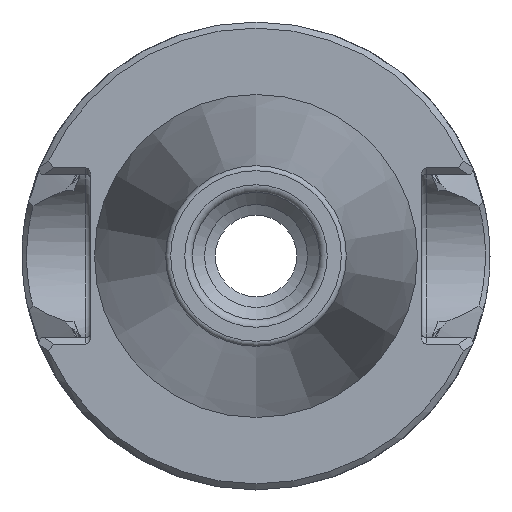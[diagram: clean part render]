
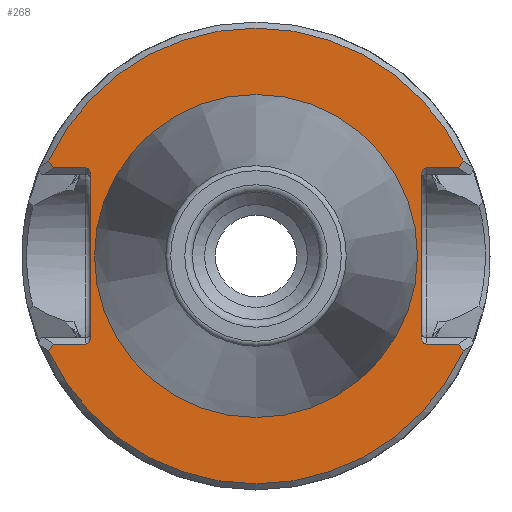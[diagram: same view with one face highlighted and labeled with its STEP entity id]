
A CAD part, left-side view. The second image highlights one B-rep face of the part: STEP entity #268.
In plain terms, the highlighted planar face has unit normal (-1, 0, 0).
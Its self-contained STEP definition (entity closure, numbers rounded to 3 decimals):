
#268 = ADVANCED_FACE( '', ( #604, #605 ), #606, .T. );
#604 = FACE_OUTER_BOUND( '', #1020, .T. );
#605 = FACE_BOUND( '', #1021, .T. );
#606 = PLANE( '', #1022 );
#1020 = EDGE_LOOP( '', ( #1691, #1692, #1693, #1694, #1695, #1696, #1697, #1698, #1699, #1700, #1701, #1702, #1703, #1704, #1705, #1706 ) );
#1021 = EDGE_LOOP( '', ( #1707 ) );
#1022 = AXIS2_PLACEMENT_3D( '', #1708, #1709, #1710 );
#1691 = ORIENTED_EDGE( '', *, *, #2292, .T. );
#1692 = ORIENTED_EDGE( '', *, *, #2158, .T. );
#1693 = ORIENTED_EDGE( '', *, *, #2234, .T. );
#1694 = ORIENTED_EDGE( '', *, *, #2293, .T. );
#1695 = ORIENTED_EDGE( '', *, *, #2294, .T. );
#1696 = ORIENTED_EDGE( '', *, *, #2116, .T. );
#1697 = ORIENTED_EDGE( '', *, *, #2295, .T. );
#1698 = ORIENTED_EDGE( '', *, *, #2296, .T. );
#1699 = ORIENTED_EDGE( '', *, *, #2297, .T. );
#1700 = ORIENTED_EDGE( '', *, *, #2153, .T. );
#1701 = ORIENTED_EDGE( '', *, *, #2081, .T. );
#1702 = ORIENTED_EDGE( '', *, *, #2298, .T. );
#1703 = ORIENTED_EDGE( '', *, *, #2299, .T. );
#1704 = ORIENTED_EDGE( '', *, *, #2300, .T. );
#1705 = ORIENTED_EDGE( '', *, *, #2301, .T. );
#1706 = ORIENTED_EDGE( '', *, *, #2302, .T. );
#1707 = ORIENTED_EDGE( '', *, *, #2059, .F. );
#1708 = CARTESIAN_POINT( '', ( 2., 0., 15.861 ) );
#1709 = DIRECTION( '', ( -1., 0., 0. ) );
#1710 = DIRECTION( '', ( 0., 0., 1. ) );
#2059 = EDGE_CURVE( '', #2384, #2384, #2385, .T. );
#2081 = EDGE_CURVE( '', #2422, #2423, #2424, .T. );
#2116 = EDGE_CURVE( '', #2484, #2482, #2485, .F. );
#2153 = EDGE_CURVE( '', #2549, #2422, #2550, .T. );
#2158 = EDGE_CURVE( '', #2556, #2557, #2558, .T. );
#2234 = EDGE_CURVE( '', #2557, #2670, #2671, .T. );
#2292 = EDGE_CURVE( '', #2752, #2556, #2753, .T. );
#2293 = EDGE_CURVE( '', #2670, #2754, #2755, .F. );
#2294 = EDGE_CURVE( '', #2754, #2484, #2756, .T. );
#2295 = EDGE_CURVE( '', #2482, #2757, #2758, .T. );
#2296 = EDGE_CURVE( '', #2757, #2759, #2760, .T. );
#2297 = EDGE_CURVE( '', #2759, #2549, #2761, .T. );
#2298 = EDGE_CURVE( '', #2423, #2762, #2763, .F. );
#2299 = EDGE_CURVE( '', #2762, #2764, #2765, .T. );
#2300 = EDGE_CURVE( '', #2764, #2766, #2767, .F. );
#2301 = EDGE_CURVE( '', #2766, #2768, #2769, .T. );
#2302 = EDGE_CURVE( '', #2768, #2752, #2770, .T. );
#2384 = VERTEX_POINT( '', #2867 );
#2385 = CIRCLE( '', #2868, 15.861 );
#2422 = VERTEX_POINT( '', #2913 );
#2423 = VERTEX_POINT( '', #2914 );
#2424 = LINE( '', #2915, #2916 );
#2482 = VERTEX_POINT( '', #3037 );
#2484 = VERTEX_POINT( '', #3040 );
#2485 = ELLIPSE( '', #3041, 0.707, 0.5 );
#2549 = VERTEX_POINT( '', #3155 );
#2550 = B_SPLINE_CURVE_WITH_KNOTS( '', 1, ( #3156, #3157 ), .UNSPECIFIED., .F., .F., ( 2, 2 ), ( 0.179, 1. ), .UNSPECIFIED. );
#2556 = VERTEX_POINT( '', #3171 );
#2557 = VERTEX_POINT( '', #3172 );
#2558 = B_SPLINE_CURVE_WITH_KNOTS( '', 1, ( #3173, #3174 ), .UNSPECIFIED., .F., .F., ( 2, 2 ), ( 0.179, 1. ), .UNSPECIFIED. );
#2670 = VERTEX_POINT( '', #3461 );
#2671 = LINE( '', #3462, #3463 );
#2752 = VERTEX_POINT( '', #3615 );
#2753 = CIRCLE( '', #3616, 22.4 );
#2754 = VERTEX_POINT( '', #3617 );
#2755 = ELLIPSE( '', #3618, 0.707, 0.5 );
#2756 = LINE( '', #3619, #3620 );
#2757 = VERTEX_POINT( '', #3621 );
#2758 = LINE( '', #3622, #3623 );
#2759 = VERTEX_POINT( '', #3624 );
#2760 = B_SPLINE_CURVE_WITH_KNOTS( '', 1, ( #3625, #3626 ), .UNSPECIFIED., .F., .F., ( 2, 2 ), ( 0., 0.821 ), .UNSPECIFIED. );
#2761 = CIRCLE( '', #3627, 22.4 );
#2762 = VERTEX_POINT( '', #3628 );
#2763 = ELLIPSE( '', #3629, 0.707, 0.5 );
#2764 = VERTEX_POINT( '', #3630 );
#2765 = LINE( '', #3631, #3632 );
#2766 = VERTEX_POINT( '', #3633 );
#2767 = ELLIPSE( '', #3634, 0.707, 0.5 );
#2768 = VERTEX_POINT( '', #3635 );
#2769 = LINE( '', #3636, #3637 );
#2770 = B_SPLINE_CURVE_WITH_KNOTS( '', 1, ( #3638, #3639 ), .UNSPECIFIED., .F., .F., ( 2, 2 ), ( 0., 0.821 ), .UNSPECIFIED. );
#2867 = CARTESIAN_POINT( '', ( 2., 0., 15.861 ) );
#2868 = AXIS2_PLACEMENT_3D( '', #3779, #3780, #3781 );
#2913 = CARTESIAN_POINT( '', ( 2., -19.923, -8.65 ) );
#2914 = CARTESIAN_POINT( '', ( 2., -16.75, -8.65 ) );
#2915 = CARTESIAN_POINT( '', ( 2., -16.25, -8.65 ) );
#2916 = VECTOR( '', #3813, 1000. );
#3037 = CARTESIAN_POINT( '', ( 2., 16.75, -8.65 ) );
#3040 = CARTESIAN_POINT( '', ( 2., 16.25, -7.943 ) );
#3041 = AXIS2_PLACEMENT_3D( '', #3868, #3869, #3870 );
#3155 = CARTESIAN_POINT( '', ( 2., -20.361, -9.337 ) );
#3156 = CARTESIAN_POINT( '', ( 2., -20.361, -9.337 ) );
#3157 = CARTESIAN_POINT( '', ( 2., -19.923, -8.65 ) );
#3171 = CARTESIAN_POINT( '', ( 2., 20.361, 9.337 ) );
#3172 = CARTESIAN_POINT( '', ( 2., 19.923, 8.65 ) );
#3173 = CARTESIAN_POINT( '', ( 2., 20.361, 9.337 ) );
#3174 = CARTESIAN_POINT( '', ( 2., 19.923, 8.65 ) );
#3461 = CARTESIAN_POINT( '', ( 2., 16.75, 8.65 ) );
#3462 = CARTESIAN_POINT( '', ( 2., 16.25, 8.65 ) );
#3463 = VECTOR( '', #3997, 1000. );
#3615 = CARTESIAN_POINT( '', ( 2., -20.361, 9.337 ) );
#3616 = AXIS2_PLACEMENT_3D( '', #4056, #4057, #4058 );
#3617 = CARTESIAN_POINT( '', ( 2., 16.25, 7.943 ) );
#3618 = AXIS2_PLACEMENT_3D( '', #4059, #4060, #4061 );
#3619 = CARTESIAN_POINT( '', ( 2., 16.25, 15.861 ) );
#3620 = VECTOR( '', #4062, 1000. );
#3621 = CARTESIAN_POINT( '', ( 2., 19.923, -8.65 ) );
#3622 = CARTESIAN_POINT( '', ( 2., 21.064, -8.65 ) );
#3623 = VECTOR( '', #4063, 1000. );
#3624 = CARTESIAN_POINT( '', ( 2., 20.361, -9.337 ) );
#3625 = CARTESIAN_POINT( '', ( 2., 19.923, -8.65 ) );
#3626 = CARTESIAN_POINT( '', ( 2., 20.361, -9.337 ) );
#3627 = AXIS2_PLACEMENT_3D( '', #4064, #4065, #4066 );
#3628 = CARTESIAN_POINT( '', ( 2., -16.25, -7.943 ) );
#3629 = AXIS2_PLACEMENT_3D( '', #4067, #4068, #4069 );
#3630 = CARTESIAN_POINT( '', ( 2., -16.25, 7.943 ) );
#3631 = CARTESIAN_POINT( '', ( 2., -16.25, 15.861 ) );
#3632 = VECTOR( '', #4070, 1000. );
#3633 = CARTESIAN_POINT( '', ( 2., -16.75, 8.65 ) );
#3634 = AXIS2_PLACEMENT_3D( '', #4071, #4072, #4073 );
#3635 = CARTESIAN_POINT( '', ( 2., -19.923, 8.65 ) );
#3636 = CARTESIAN_POINT( '', ( 2., -21.064, 8.65 ) );
#3637 = VECTOR( '', #4074, 1000. );
#3638 = CARTESIAN_POINT( '', ( 2., -19.923, 8.65 ) );
#3639 = CARTESIAN_POINT( '', ( 2., -20.361, 9.337 ) );
#3779 = CARTESIAN_POINT( '', ( 2., 0., 0. ) );
#3780 = DIRECTION( '', ( -1., 0., 0. ) );
#3781 = DIRECTION( '', ( 0., 0., 1. ) );
#3813 = DIRECTION( '', ( 0., 1., 0. ) );
#3868 = CARTESIAN_POINT( '', ( 2., 16.75, -7.943 ) );
#3869 = DIRECTION( '', ( -1., 0., 0. ) );
#3870 = DIRECTION( '', ( 0., 0., 1. ) );
#3997 = DIRECTION( '', ( 0., -1., 0. ) );
#4056 = CARTESIAN_POINT( '', ( 2., 0., 0. ) );
#4057 = DIRECTION( '', ( -1., 0., 0. ) );
#4058 = DIRECTION( '', ( 0., 0., 1. ) );
#4059 = CARTESIAN_POINT( '', ( 2., 16.75, 7.943 ) );
#4060 = DIRECTION( '', ( -1., 0., 0. ) );
#4061 = DIRECTION( '', ( 0., 0., 1. ) );
#4062 = DIRECTION( '', ( 0., 0., -1. ) );
#4063 = DIRECTION( '', ( 0., 1., 0. ) );
#4064 = CARTESIAN_POINT( '', ( 2., 0., 0. ) );
#4065 = DIRECTION( '', ( -1., 0., 0. ) );
#4066 = DIRECTION( '', ( 0., 0., 1. ) );
#4067 = CARTESIAN_POINT( '', ( 2., -16.75, -7.943 ) );
#4068 = DIRECTION( '', ( -1., 0., 0. ) );
#4069 = DIRECTION( '', ( 0., 0., -1. ) );
#4070 = DIRECTION( '', ( 0., 0., 1. ) );
#4071 = CARTESIAN_POINT( '', ( 2., -16.75, 7.943 ) );
#4072 = DIRECTION( '', ( -1., 0., 0. ) );
#4073 = DIRECTION( '', ( 0., 0., -1. ) );
#4074 = DIRECTION( '', ( 0., -1., 0. ) );
